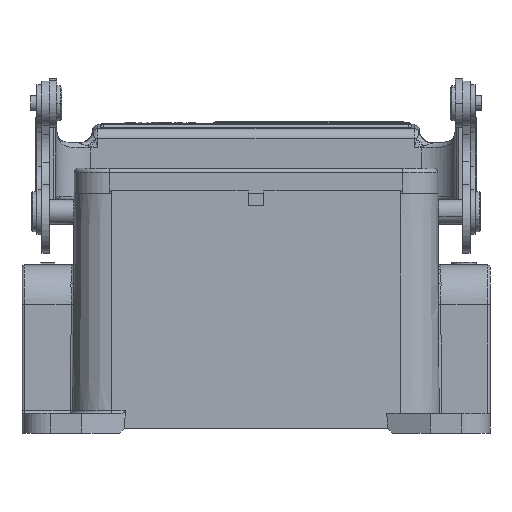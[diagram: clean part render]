
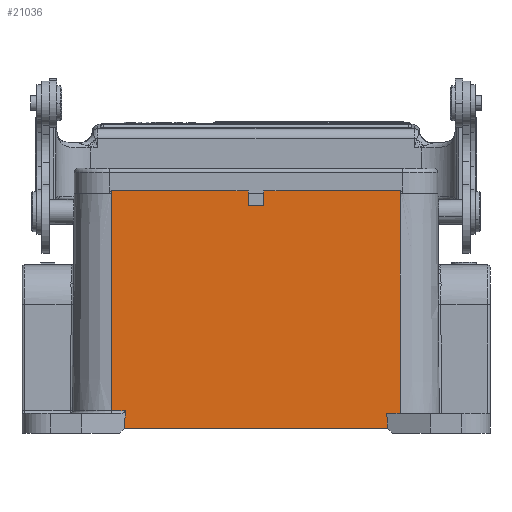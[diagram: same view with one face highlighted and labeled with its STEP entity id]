
A CAD part, front view. The second image highlights one B-rep face of the part: STEP entity #21036.
In plain terms, the highlighted planar face has unit normal (0, -1, 0.009).
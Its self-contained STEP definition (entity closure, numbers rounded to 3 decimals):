
#2258=CARTESIAN_POINT('',(-29.,-21.5,
23.35));
#2260=DIRECTION('',(0.,-0.009,-1.));
#2261=VECTOR('',#2260,44.206);
#2262=CARTESIAN_POINT('',(-29.,-21.5,
23.35));
#2263=LINE('',#2262,#2261);
#2307=CARTESIAN_POINT('',(29.,-21.5,23.35));
#2309=DIRECTION('',(-1.,0.,0.));
#2310=VECTOR('',#2309,27.4);
#2311=CARTESIAN_POINT('',(29.,-21.5,23.35));
#2312=LINE('',#2311,#2310);
#2471=CARTESIAN_POINT('',(-26.288,-21.886,
-20.854));
#2483=DIRECTION('',(1.,0.,0.));
#2484=VECTOR('',#2483,2.712);
#2485=CARTESIAN_POINT('',(-29.,-21.886,
-20.854));
#2486=LINE('',#2485,#2484);
#2564=CARTESIAN_POINT('',(26.352,-21.916,
-24.35));
#2578=DIRECTION('',(1.,0.,0.));
#2579=VECTOR('',#2578,52.705);
#2580=CARTESIAN_POINT('',(-26.352,-21.917,
-24.35));
#2581=LINE('',#2580,#2579);
#2623=DIRECTION('',(1.,0.,0.));
#2624=VECTOR('',#2623,2.703);
#2625=CARTESIAN_POINT('',(26.297,-21.89,
-21.35));
#2626=LINE('',#2625,#2624);
#2867=DIRECTION('',(0.,0.009,1.));
#2868=VECTOR('',#2867,44.702);
#2869=CARTESIAN_POINT('',(29.,-21.89,
-21.35));
#2870=LINE('',#2869,#2868);
#2898=DIRECTION('',(1.,0.,0.));
#2899=VECTOR('',#2898,27.4);
#2900=CARTESIAN_POINT('',(-29.,-21.5,
23.35));
#2901=LINE('',#2900,#2899);
#2902=DIRECTION('',(0.,-0.004,-1.));
#2903=VECTOR('',#2902,0.5);
#2904=CARTESIAN_POINT('',(-1.6,-21.5,23.35));
#2905=LINE('',#2904,#2903);
#2906=DIRECTION('',(0.,-0.01,-1.));
#2907=VECTOR('',#2906,2.5);
#2908=CARTESIAN_POINT('',(-1.6,-21.502,22.85));
#2909=LINE('',#2908,#2907);
#2910=DIRECTION('',(0.,0.01,1.));
#2911=VECTOR('',#2910,2.5);
#2912=CARTESIAN_POINT('',(1.6,-21.526,20.35));
#2913=LINE('',#2912,#2911);
#2914=DIRECTION('',(0.,0.004,1.));
#2915=VECTOR('',#2914,0.5);
#2916=CARTESIAN_POINT('',(1.6,-21.502,22.85));
#2917=LINE('',#2916,#2915);
#2918=DIRECTION('',(0.019,-0.009,-1.));
#2919=VECTOR('',#2918,3.001);
#2920=CARTESIAN_POINT('',(26.297,-21.89,
-21.35));
#2921=LINE('',#2920,#2919);
#2922=DIRECTION('',(0.019,0.009,1.));
#2923=VECTOR('',#2922,3.496);
#2924=CARTESIAN_POINT('',(-26.352,-21.917,
-24.35));
#2925=LINE('',#2924,#2923);
#2958=DIRECTION('',(-1.,0.,0.));
#2959=VECTOR('',#2958,3.2);
#2960=CARTESIAN_POINT('',(1.6,-21.526,20.35));
#2961=LINE('',#2960,#2959);
#15589=VERTEX_POINT('',#2258);
#15590=CARTESIAN_POINT('',(-29.,-21.886,
-20.854));
#15591=VERTEX_POINT('',#15590);
#15606=VERTEX_POINT('',#2307);
#15607=CARTESIAN_POINT('',(1.6,-21.5,23.35));
#15608=VERTEX_POINT('',#15607);
#15609=CARTESIAN_POINT('',(1.6,-21.502,22.85));
#15610=VERTEX_POINT('',#15609);
#15611=CARTESIAN_POINT('',(-1.6,-21.502,22.85));
#15612=VERTEX_POINT('',#15611);
#15613=CARTESIAN_POINT('',(-1.6,-21.5,23.35));
#15614=VERTEX_POINT('',#15613);
#15651=VERTEX_POINT('',#2471);
#15657=CARTESIAN_POINT('',(-26.352,-21.917,
-24.35));
#15658=VERTEX_POINT('',#15657);
#15686=VERTEX_POINT('',#2564);
#15700=CARTESIAN_POINT('',(26.297,-21.89,
-21.35));
#15701=VERTEX_POINT('',#15700);
#15714=CARTESIAN_POINT('',(29.,-21.89,
-21.35));
#15715=VERTEX_POINT('',#15714);
#15783=CARTESIAN_POINT('',(-1.6,-21.526,20.35));
#15784=VERTEX_POINT('',#15783);
#15785=CARTESIAN_POINT('',(1.6,-21.526,20.35));
#15786=VERTEX_POINT('',#15785);
#21012=CARTESIAN_POINT('',(-31.173,-21.5,23.35));
#21013=DIRECTION('',(0.,-1.,0.009));
#21014=DIRECTION('',(-1.,0.,0.));
#21015=AXIS2_PLACEMENT_3D('',#21012,#21013,#21014);
#21016=PLANE('',#21015);
#21017=ORIENTED_EDGE('',*,*,#20378,.T.);
#21018=ORIENTED_EDGE('',*,*,#20376,.T.);
#21020=ORIENTED_EDGE('',*,*,#21019,.T.);
#21022=ORIENTED_EDGE('',*,*,#21021,.F.);
#21024=ORIENTED_EDGE('',*,*,#21023,.T.);
#21025=ORIENTED_EDGE('',*,*,#20372,.T.);
#21026=ORIENTED_EDGE('',*,*,#20370,.F.);
#21027=ORIENTED_EDGE('',*,*,#20989,.F.);
#21028=ORIENTED_EDGE('',*,*,#20735,.F.);
#21029=ORIENTED_EDGE('',*,*,#20696,.T.);
#21030=ORIENTED_EDGE('',*,*,#20679,.F.);
#21031=ORIENTED_EDGE('',*,*,#20588,.T.);
#21032=ORIENTED_EDGE('',*,*,#20573,.F.);
#21033=ORIENTED_EDGE('',*,*,#20333,.F.);
#21034=EDGE_LOOP('',(#21017,#21018,#21020,#21022,#21024,#21025,#21026,#21027,
#21028,#21029,#21030,#21031,#21032,#21033));
#21035=FACE_OUTER_BOUND('',#21034,.F.);
#21036=ADVANCED_FACE('',(#21035),#21016,.T.);
#20333=EDGE_CURVE('',#15589,#15591,#2263,.T.);
#20370=EDGE_CURVE('',#15606,#15608,#2312,.T.);
#20372=EDGE_CURVE('',#15610,#15608,#2917,.T.);
#20376=EDGE_CURVE('',#15614,#15612,#2905,.T.);
#20378=EDGE_CURVE('',#15589,#15614,#2901,.T.);
#20573=EDGE_CURVE('',#15591,#15651,#2486,.T.);
#20588=EDGE_CURVE('',#15658,#15651,#2925,.T.);
#20679=EDGE_CURVE('',#15658,#15686,#2581,.T.);
#20696=EDGE_CURVE('',#15701,#15686,#2921,.T.);
#20735=EDGE_CURVE('',#15701,#15715,#2626,.T.);
#20989=EDGE_CURVE('',#15715,#15606,#2870,.T.);
#21019=EDGE_CURVE('',#15612,#15784,#2909,.T.);
#21021=EDGE_CURVE('',#15786,#15784,#2961,.T.);
#21023=EDGE_CURVE('',#15786,#15610,#2913,.T.);
